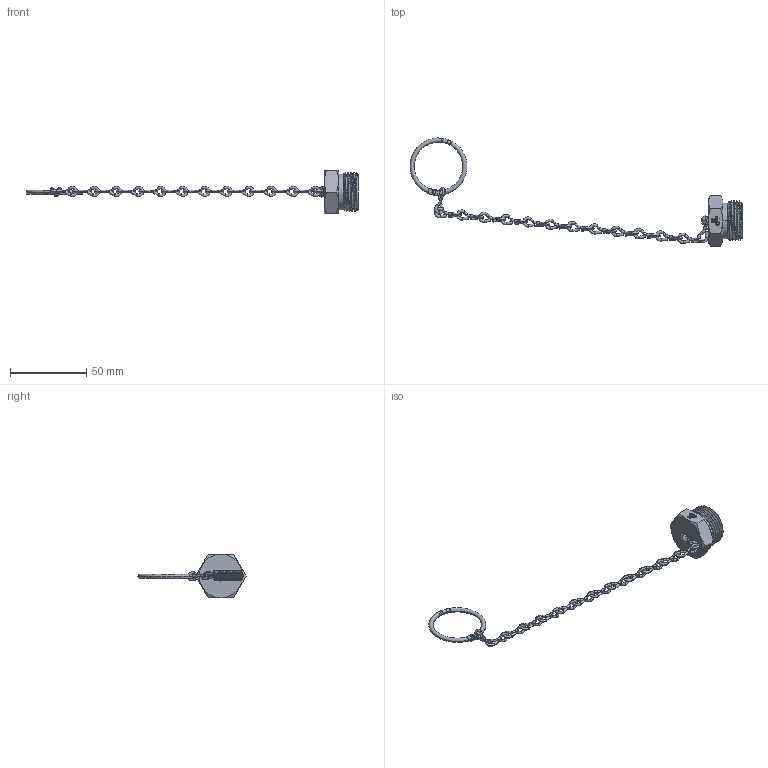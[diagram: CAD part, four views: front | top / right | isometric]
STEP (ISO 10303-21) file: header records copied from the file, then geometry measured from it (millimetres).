
FILE_DESCRIPTION (( 'STEP AP203' ), '1' );
FILE_NAME ('AD-660MSS-BL-R.STEP', '2025-11-03T15:53:03', ( '' ), ( '' ), 'SwSTEP 2.0', 'SolidWorks 2018', '' );
FILE_SCHEMA (( 'CONFIG_CONTROL_DESIGN' ));
Length unit declared in the file: inch
Products named in the file (8): PRT-002245_RING-1.187D HALF; ASY-000214_TWO LINKS BENT; ASY-000291; PRT-000061; PRT-003626; AD-660MSS-BL-R; PRT-002255_SMALL PIN; PRT-002239_STAINLESS
Assembly tree (21 placements, depth 3):
  AD-660MSS-BL-R
    PRT-000061
    ASY-000291
      PRT-002245_RING-1.187D HALF  x2
      PRT-002255_SMALL PIN
    PRT-003626
    ASY-000214_TWO LINKS BENT
      PRT-002239_STAINLESS  x14
Bounding box: 217.73 x 70.86 x 28.57 mm (x, y, z)
Volume: 13106.6 mm3; surface area: 8361.7 mm2
Topology: 19 solids, 19 shells, 517 faces, 1201 edges, 723 vertices
Faces by surface type: cylinder 174, bspline 124, torus 102, plane 81, cone 18, sphere 18
Entity records: 14703 total; most frequent: CARTESIAN_POINT 9047, ORIENTED_EDGE 1008, DIRECTION 756, EDGE_CURVE 504, VERTEX_POINT 320, AXIS2_PLACEMENT_3D 291, EDGE_LOOP 226, ADVANCED_FACE 209
